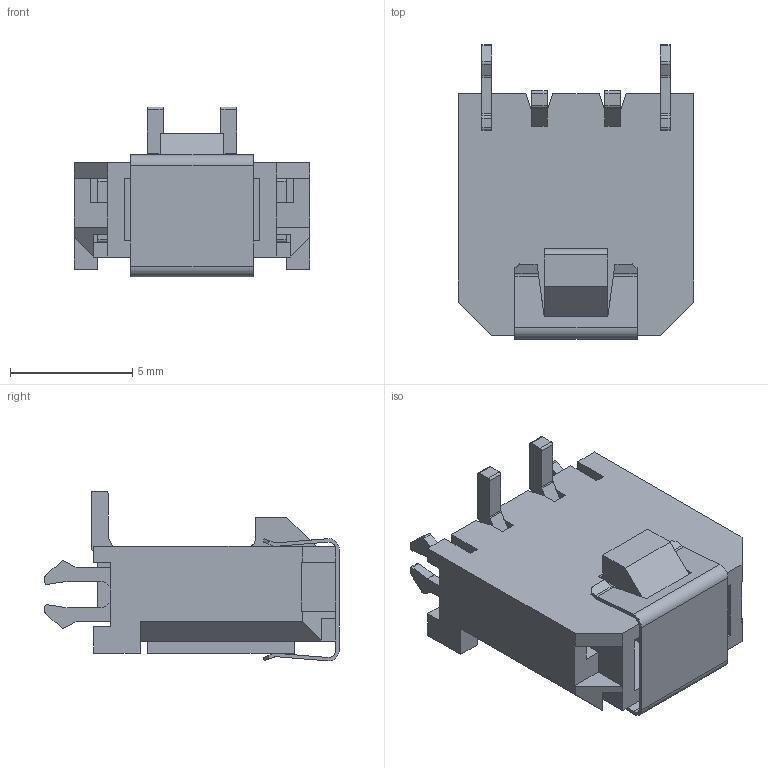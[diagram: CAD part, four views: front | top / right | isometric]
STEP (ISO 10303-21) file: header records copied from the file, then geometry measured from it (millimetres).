
FILE_DESCRIPTION(/* description */ ('Unknown'),/* implementation_level */ '2;1');
FILE_NAME(/* name */ '662302135922',/* time_stamp */ '2016-06-15T15:46:20+02:00',/* author */ ('Unknown'),/* organization */ ('Unknown'),/* preprocessor_version */ 'ST-DEVELOPER v16.7',/* originating_system */ 'DEX',/* authorisation */ $);
FILE_SCHEMA (('AUTOMOTIVE_DESIGN { 1 0 10303 214 3 1 1 }','AUTOMOTIVE_DESIGN {1 0 10303 214 3 1 1}'));
Length unit declared in the file: millimetre
Products named in the file (5): 6623xx135922; 662302135922; 6623xx135922_Cap2; 6623xx135922_Hook
Assembly tree (6 placements, depth 2):
  6623xx135922
    662302135922
    6623xx135922_Cap2
    6623xx135922_Hook  x2
    6623xx135922  x2
Bounding box: 9.65 x 12.04 x 6.94 mm (x, y, z)
Volume: 253.7 mm3; surface area: 855 mm2
Topology: 6 solids, 6 shells, 310 faces, 883 edges, 580 vertices
Faces by surface type: plane 239, cylinder 71
Full cylindrical faces by diameter (mm): 1.3 x2
Entity records: 7856 total; most frequent: CARTESIAN_POINT 1377, ORIENTED_EDGE 1366, DIRECTION 1257, EDGE_CURVE 683, LINE 601, VECTOR 601, VERTEX_POINT 448, AXIS2_PLACEMENT_3D 328
